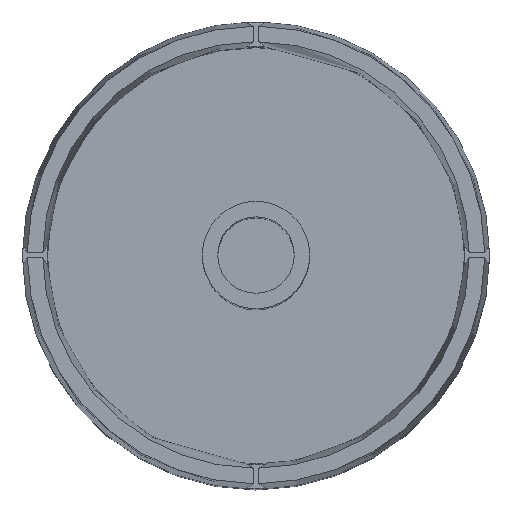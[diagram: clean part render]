
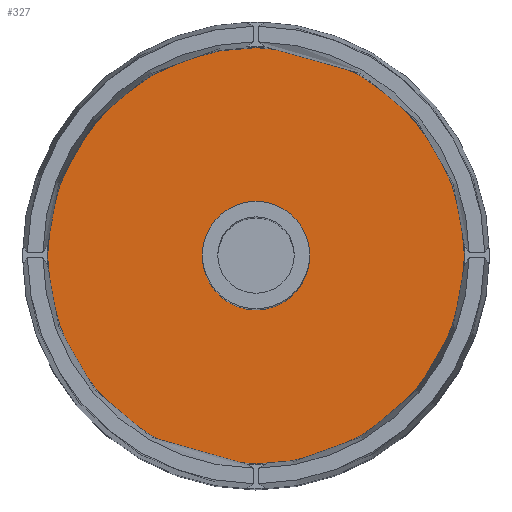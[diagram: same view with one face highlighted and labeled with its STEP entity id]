
A CAD part, top view. The second image highlights one B-rep face of the part: STEP entity #327.
In plain terms, the highlighted planar face has unit normal (0, 0, 1).
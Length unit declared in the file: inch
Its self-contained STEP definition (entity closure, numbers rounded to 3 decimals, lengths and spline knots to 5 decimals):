
#27 = DIRECTION ( 'NONE',  ( 1., 0., 0. ) ) ;
#36 = CARTESIAN_POINT ( 'NONE',  ( 0.19197, 0., 0.197 ) ) ;
#258 = DIRECTION ( 'NONE',  ( 1., 0., 0. ) ) ;
#263 = CARTESIAN_POINT ( 'NONE',  ( 0., 0., 0.197 ) ) ;
#327 = ADVANCED_FACE ( 'NONE', ( #2134, #429 ), #2149, .T. ) ;
#429 = FACE_OUTER_BOUND ( 'NONE', #1651, .T. ) ;
#469 = DIRECTION ( 'NONE',  ( 0., 0., 1. ) ) ;
#614 = DIRECTION ( 'NONE',  ( 0., 0., 1. ) ) ;
#639 = EDGE_LOOP ( 'NONE', ( #2160, #1875 ) ) ;
#654 = CARTESIAN_POINT ( 'NONE',  ( -0.04945, 0., 0.197 ) ) ;
#694 = CIRCLE ( 'NONE', #1499, 0.19197 ) ;
#771 = AXIS2_PLACEMENT_3D ( 'NONE', #2223, #469, #258 ) ;
#792 = CARTESIAN_POINT ( 'NONE',  ( 0., 0., 0.197 ) ) ;
#981 = EDGE_CURVE ( 'NONE', #2528, #1983, #1360, .T. ) ;
#1027 = ORIENTED_EDGE ( 'NONE', *, *, #981, .T. ) ;
#1200 = ORIENTED_EDGE ( 'NONE', *, *, #1723, .T. ) ;
#1201 = CARTESIAN_POINT ( 'NONE',  ( 0., 0., 0.197 ) ) ;
#1241 = CARTESIAN_POINT ( 'NONE',  ( 0.04945, 0., 0.197 ) ) ;
#1359 = AXIS2_PLACEMENT_3D ( 'NONE', #1491, #614, #1937 ) ;
#1360 = CIRCLE ( 'NONE', #771, 0.19197 ) ;
#1491 = CARTESIAN_POINT ( 'NONE',  ( 0., 0., 0.197 ) ) ;
#1499 = AXIS2_PLACEMENT_3D ( 'NONE', #1201, #1858, #1645 ) ;
#1642 = CARTESIAN_POINT ( 'NONE',  ( -0.19197, 0., 0.197 ) ) ;
#1645 = DIRECTION ( 'NONE',  ( 1., 0., 0. ) ) ;
#1651 = EDGE_LOOP ( 'NONE', ( #1200, #1027 ) ) ;
#1658 = DIRECTION ( 'NONE',  ( 0., 0., 1. ) ) ;
#1709 = AXIS2_PLACEMENT_3D ( 'NONE', #263, #1964, #27 ) ;
#1723 = EDGE_CURVE ( 'NONE', #1983, #2528, #694, .T. ) ;
#1858 = DIRECTION ( 'NONE',  ( 0., 0., 1. ) ) ;
#1875 = ORIENTED_EDGE ( 'NONE', *, *, #2403, .F. ) ;
#1937 = DIRECTION ( 'NONE',  ( 1., 0., 0. ) ) ;
#1964 = DIRECTION ( 'NONE',  ( 0., 0., 1. ) ) ;
#1983 = VERTEX_POINT ( 'NONE', #36 ) ;
#2029 = DIRECTION ( 'NONE',  ( 1., 0., 0. ) ) ;
#2090 = VERTEX_POINT ( 'NONE', #1241 ) ;
#2134 = FACE_BOUND ( 'NONE', #639, .T. ) ;
#2149 = PLANE ( 'NONE',  #1359 ) ;
#2160 = ORIENTED_EDGE ( 'NONE', *, *, #2555, .F. ) ;
#2223 = CARTESIAN_POINT ( 'NONE',  ( 0., 0., 0.197 ) ) ;
#2344 = CIRCLE ( 'NONE', #1709, 0.04945 ) ;
#2403 = EDGE_CURVE ( 'NONE', #2090, #2607, #2344, .T. ) ;
#2528 = VERTEX_POINT ( 'NONE', #1642 ) ;
#2555 = EDGE_CURVE ( 'NONE', #2607, #2090, #2572, .T. ) ;
#2572 = CIRCLE ( 'NONE', #2806, 0.04945 ) ;
#2607 = VERTEX_POINT ( 'NONE', #654 ) ;
#2806 = AXIS2_PLACEMENT_3D ( 'NONE', #792, #1658, #2029 ) ;
